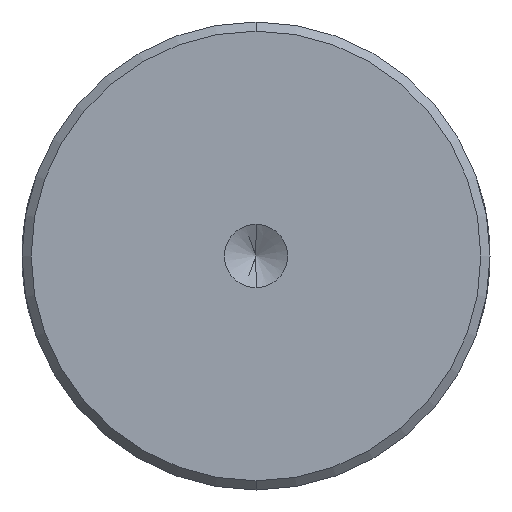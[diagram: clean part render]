
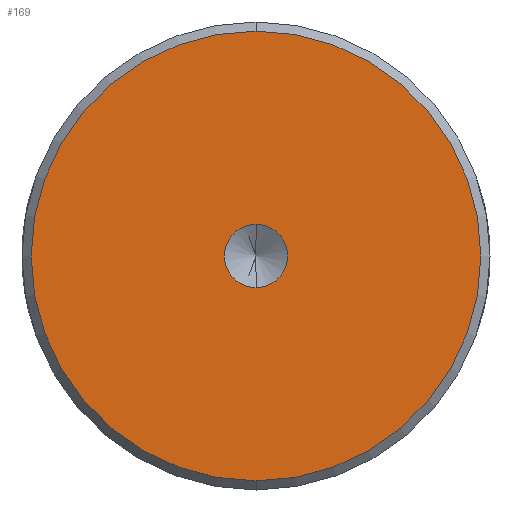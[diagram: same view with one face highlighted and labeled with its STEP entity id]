
A CAD part, front view. The second image highlights one B-rep face of the part: STEP entity #169.
In plain terms, the highlighted planar face has unit normal (0, -1, 0).
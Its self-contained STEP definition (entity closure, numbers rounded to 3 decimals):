
#8 = AXIS2_PLACEMENT_3D ( 'NONE', #242, #101, #351 ) ;
#10 = DIRECTION ( 'NONE',  ( 0., 0., 1. ) ) ;
#12 = VERTEX_POINT ( 'NONE', #192 ) ;
#17 = CIRCLE ( 'NONE', #8, 12.25 ) ;
#21 = ORIENTED_EDGE ( 'NONE', *, *, #213, .F. ) ;
#59 = CARTESIAN_POINT ( 'NONE',  ( 0., 0., 0. ) ) ;
#74 = VERTEX_POINT ( 'NONE', #151 ) ;
#101 = DIRECTION ( 'NONE',  ( 0., -1., 0. ) ) ;
#121 = ORIENTED_EDGE ( 'NONE', *, *, #511, .T. ) ;
#151 = CARTESIAN_POINT ( 'NONE',  ( 0., 0., 12.25 ) ) ;
#160 = DIRECTION ( 'NONE',  ( 0., -1., 0. ) ) ;
#169 = ADVANCED_FACE ( 'NONE', ( #443, #501 ), #629, .F. ) ;
#192 = CARTESIAN_POINT ( 'NONE',  ( 0., 0., 1.727 ) ) ;
#213 = EDGE_CURVE ( 'NONE', #12, #620, #378, .T. ) ;
#218 = EDGE_CURVE ( 'NONE', #620, #12, #664, .T. ) ;
#234 = EDGE_LOOP ( 'NONE', ( #121, #495 ) ) ;
#236 = DIRECTION ( 'NONE',  ( 0., -1., 0. ) ) ;
#242 = CARTESIAN_POINT ( 'NONE',  ( 0., 0., 0. ) ) ;
#262 = CIRCLE ( 'NONE', #454, 12.25 ) ;
#265 = AXIS2_PLACEMENT_3D ( 'NONE', #317, #160, #415 ) ;
#288 = CARTESIAN_POINT ( 'NONE',  ( 0., 0., -12.25 ) ) ;
#317 = CARTESIAN_POINT ( 'NONE',  ( 0., 0., 0. ) ) ;
#327 = EDGE_LOOP ( 'NONE', ( #410, #21 ) ) ;
#351 = DIRECTION ( 'NONE',  ( 0., 0., -1. ) ) ;
#354 = EDGE_CURVE ( 'NONE', #374, #74, #262, .T. ) ;
#374 = VERTEX_POINT ( 'NONE', #288 ) ;
#378 = CIRCLE ( 'NONE', #265, 1.727 ) ;
#410 = ORIENTED_EDGE ( 'NONE', *, *, #218, .F. ) ;
#415 = DIRECTION ( 'NONE',  ( 0., 0., -1. ) ) ;
#423 = DIRECTION ( 'NONE',  ( 0., -1., 0. ) ) ;
#437 = CARTESIAN_POINT ( 'NONE',  ( 0., 0., 0. ) ) ;
#443 = FACE_BOUND ( 'NONE', #327, .T. ) ;
#454 = AXIS2_PLACEMENT_3D ( 'NONE', #437, #236, #497 ) ;
#495 = ORIENTED_EDGE ( 'NONE', *, *, #354, .T. ) ;
#497 = DIRECTION ( 'NONE',  ( 0., 0., -1. ) ) ;
#501 = FACE_OUTER_BOUND ( 'NONE', #234, .T. ) ;
#511 = EDGE_CURVE ( 'NONE', #74, #374, #17, .T. ) ;
#523 = CARTESIAN_POINT ( 'NONE',  ( 0., 0., -1.727 ) ) ;
#534 = AXIS2_PLACEMENT_3D ( 'NONE', #59, #630, #10 ) ;
#560 = AXIS2_PLACEMENT_3D ( 'NONE', #583, #423, #632 ) ;
#583 = CARTESIAN_POINT ( 'NONE',  ( 0., 0., 0. ) ) ;
#620 = VERTEX_POINT ( 'NONE', #523 ) ;
#629 = PLANE ( 'NONE',  #534 ) ;
#630 = DIRECTION ( 'NONE',  ( 0., 1., 0. ) ) ;
#632 = DIRECTION ( 'NONE',  ( 0., 0., -1. ) ) ;
#664 = CIRCLE ( 'NONE', #560, 1.727 ) ;
